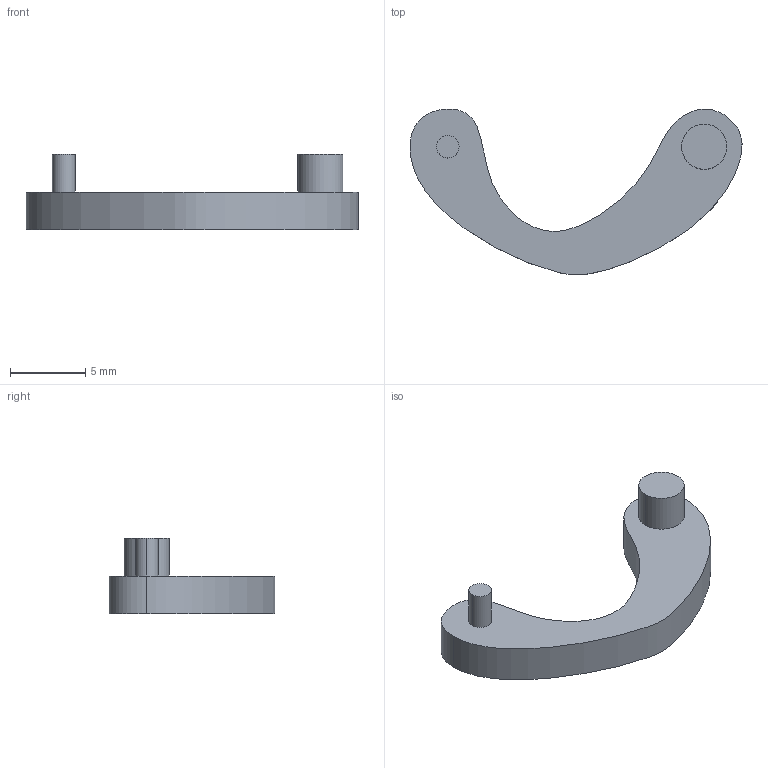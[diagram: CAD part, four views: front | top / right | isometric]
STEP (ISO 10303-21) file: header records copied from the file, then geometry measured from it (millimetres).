
FILE_DESCRIPTION (( 'STEP AP214' ), '1' );
FILE_NAME ('mecanismo_greep.STEP', '2019-04-01T22:45:32', ( 'MariaConsuegra' ), ( '' ), 'SwSTEP 2.0', 'SolidWorks 2015', '' );
FILE_SCHEMA (( 'AUTOMOTIVE_DESIGN' ));
Length unit declared in the file: millimetre
Products named in the file (1): mecanismo_greep
Bounding box: 22 x 10.99 x 5 mm (x, y, z)
Volume: 292.7 mm3; surface area: 418.8 mm2
Topology: 1 solids, 1 shells, 13 faces, 24 edges, 16 vertices
Faces by surface type: cylinder 6, plane 5, bspline 2
Entity records: 428 total; most frequent: CARTESIAN_POINT 132, DIRECTION 56, ORIENTED_EDGE 48, EDGE_CURVE 24, AXIS2_PLACEMENT_3D 24, EDGE_LOOP 16, VERTEX_POINT 16, ADVANCED_FACE 13
